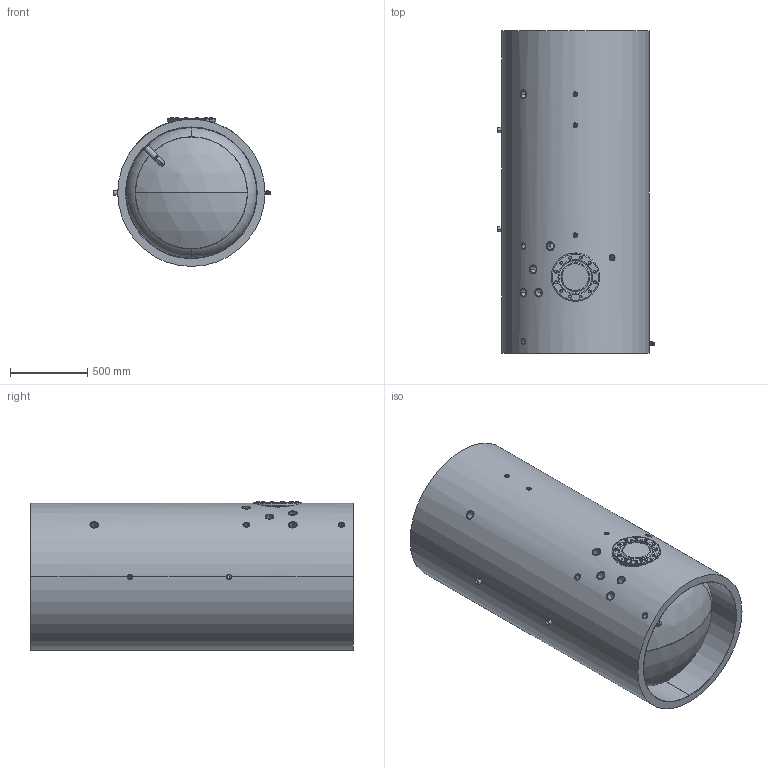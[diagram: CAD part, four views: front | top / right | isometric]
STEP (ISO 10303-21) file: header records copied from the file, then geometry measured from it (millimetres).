
FILE_DESCRIPTION (( 'STEP AP214' ), '1' );
FILE_NAME ('ÂÍ.1000.236.00.00 Âîäîíàãðåâàòåëü.STEP', '2022-01-21T16:19:20', ( 'suchkovdn' ), ( '' ), 'SwSTEP 2.0', 'SolidWorks 2018', '' );
FILE_SCHEMA (( 'AUTOMOTIVE_DESIGN' ));
Length unit declared in the file: millimetre
Products named in the file (48): Áîáûøêà G1_00; Îòâîä ÃÎÑÒ 17375-2001 (íåðæ.)_90ø-32å2,5; 蟬.1000.236.03.01 鏢槦樇罻_00; 署赅 膻赅 300_00; ÂÍ.1000.236.01.01 Îáå÷àéêà_1200å4; L=200; Ëþê 300_00; 峦.1000.236.02.01 庆邋忤阓00; Èçîëÿöèÿ_00; 蟬.1000.236.01.00 昜闉趌00; 呧蜦蠂駻00; ч蜱齁罻 42; ч蜱齁罻1_2; ÂÍ.1000.236.00.08 Îòâîä_90ø-38å4; Ïàòðóáîê G1 1_2_34å4-160; ÂÍ.1000.236.00.03 Äíèùå íèæíåå_850å4; Øïèëüêà ðåçüáîâàÿ_Œ12å80; ÂÍ.1000.236.03.00 Ãðåáåíêà â ñáîðå_01; ﾗ襄鸙 960_00; 峦.1000.236.00.07 彦瘘汔_懃囔 3-2-1_1; 諘蜱齁罻 57; Áîáûøêà äëÿ ÒÝÍ (G1 1_2)_00; Ïðîêëàäêà ëþêà 300_00; Áîáûøêà ïîä òåðìîìåòð_00; 淟檍瀖00; ÂÍ.1000.236.01.03 Ïàòðóáîê_76å4-50; Áîëò ÃÎÑÒ Ð ÈÑÎ 4017_Œ12å30; 项牮桢 磬痼骓铄_00; ÂÍ.1000.236.00.05 Ïàòðóáîê ñëèâà_42å3-200; ÂÍ.1000.236.00.06 Íàêëàäêà_850å4; ч蜱齁罻 1 1_2; 燴鍱 (500 擤)_00; 蟬.1000.236.00.01 挓毿骫罻_00; ÂÍ.1000.236.00.00 Âîäîíàãðåâàòåëü; 峦.1000.236.02.00 庆邋忤阓00; 塔忮瘃鸰00; Çíàê çàçåìëåíèÿ_00; ÂÍ.1000.236.00.02 Äíèùå âåðõíåå_850å4; ÂÍ.1000.236.00.04 Áîáûøêà âîçäóøíèê_34å4-160; ч蜱齁罻 30; ﾗ襄鸙 蓁 瑙 315_00 ...
Assembly tree (71 placements, depth 3):
  呧蜦蠂駻00
  ч蜱齁罻 42
  ч蜱齁罻1_2
  ﾗ襄鸙 960_00
  諘蜱齁罻 57
Bounding box: 1017.27 x 2080 x 961 mm (x, y, z)
Volume: 342538244.1 mm3; surface area: 32360516 mm2
Topology: 80 solids, 80 shells, 1130 faces, 2663 edges, 1712 vertices
Faces by surface type: plane 422, cylinder 394, cone 216, torus 72, sphere 20, bspline 6
Entity records: 264610 total; most frequent: CARTESIAN_POINT 250747, DIRECTION 2655, ORIENTED_EDGE 2384, EDGE_CURVE 1192, AXIS2_PLACEMENT_3D 1112, VERTEX_POINT 772, EDGE_LOOP 646, CIRCLE 563
